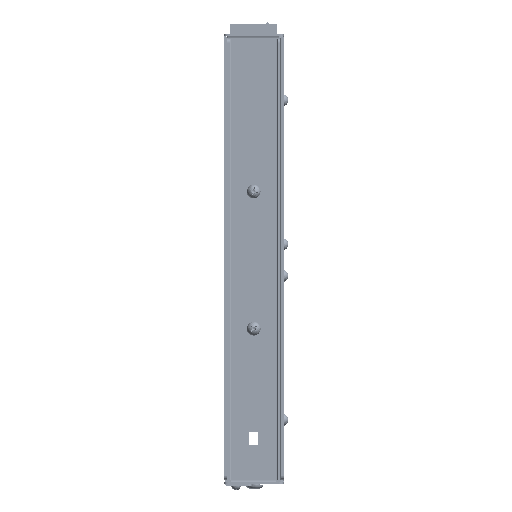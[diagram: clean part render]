
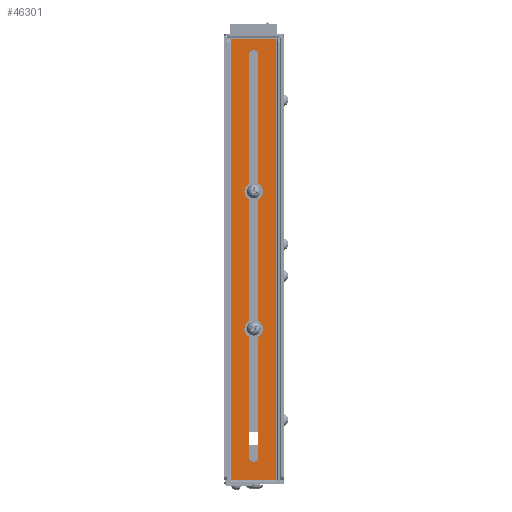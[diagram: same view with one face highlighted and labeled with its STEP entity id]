
A CAD part, left-side view. The second image highlights one B-rep face of the part: STEP entity #46301.
In plain terms, the highlighted face is planar.
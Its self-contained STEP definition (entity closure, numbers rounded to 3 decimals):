
#2166 = FACE_OUTER_BOUND ( 'NONE', #24669, .T. ) ;
#5770 = CARTESIAN_POINT ( 'NONE',  ( 325., 0., 0. ) ) ;
#6479 = ORIENTED_EDGE ( 'NONE', *, *, #65690, .T. ) ;
#6713 = CARTESIAN_POINT ( 'NONE',  ( 0., 0., 0. ) ) ;
#7401 = PLANE ( 'NONE',  #58419 ) ;
#7760 = DIRECTION ( 'NONE',  ( 0., 0., -1. ) ) ;
#8792 = ORIENTED_EDGE ( 'NONE', *, *, #46392, .F. ) ;
#10348 = LINE ( 'NONE', #39438, #65612 ) ;
#12850 = ORIENTED_EDGE ( 'NONE', *, *, #39378, .T. ) ;
#13413 = CARTESIAN_POINT ( 'NONE',  ( 20., 16.5, 0. ) ) ;
#14176 = CIRCLE ( 'NONE', #54662, 3.5 ) ;
#15517 = CARTESIAN_POINT ( 'NONE',  ( 3., 0., 0. ) ) ;
#16472 = EDGE_CURVE ( 'NONE', #23530, #37743, #28274, .T. ) ;
#17891 = VERTEX_POINT ( 'NONE', #22102 ) ;
#18276 = DIRECTION ( 'NONE',  ( 0., 1., 0. ) ) ;
#18485 = CARTESIAN_POINT ( 'NONE',  ( 3., 0., 0. ) ) ;
#18701 = VERTEX_POINT ( 'NONE', #5770 ) ;
#21415 = VERTEX_POINT ( 'NONE', #44047 ) ;
#22102 = CARTESIAN_POINT ( 'NONE',  ( 20., 20., 0. ) ) ;
#23054 = LINE ( 'NONE', #57412, #40434 ) ;
#23530 = VERTEX_POINT ( 'NONE', #50292 ) ;
#24510 = DIRECTION ( 'NONE',  ( -1., 0., 0. ) ) ;
#24576 = ORIENTED_EDGE ( 'NONE', *, *, #65362, .F. ) ;
#24669 = EDGE_LOOP ( 'NONE', ( #43856, #40880, #12850, #6479 ) ) ;
#26205 = VECTOR ( 'NONE', #66271, 1000. ) ;
#28274 = CIRCLE ( 'NONE', #47366, 3.5 ) ;
#28443 = EDGE_CURVE ( 'NONE', #37743, #17891, #10348, .T. ) ;
#29021 = DIRECTION ( 'NONE',  ( -1., 0., 0. ) ) ;
#30855 = AXIS2_PLACEMENT_3D ( 'NONE', #68314, #57139, #63453 ) ;
#31874 = DIRECTION ( 'NONE',  ( 1., 0., 0. ) ) ;
#34923 = ORIENTED_EDGE ( 'NONE', *, *, #45797, .F. ) ;
#36181 = DIRECTION ( 'NONE',  ( 1., 0., 0. ) ) ;
#36546 = LINE ( 'NONE', #69437, #68007 ) ;
#36771 = DIRECTION ( 'NONE',  ( 0., 0., 1. ) ) ;
#37471 = CARTESIAN_POINT ( 'NONE',  ( 313., 20., 0. ) ) ;
#37743 = VERTEX_POINT ( 'NONE', #37471 ) ;
#37837 = CARTESIAN_POINT ( 'NONE',  ( 313., 16.5, 0. ) ) ;
#38314 = EDGE_LOOP ( 'NONE', ( #8792, #24576, #40815, #71719, #34923 ) ) ;
#39378 = EDGE_CURVE ( 'NONE', #18701, #67587, #36546, .T. ) ;
#39438 = CARTESIAN_POINT ( 'NONE',  ( 20., 20., 0. ) ) ;
#40434 = VECTOR ( 'NONE', #29021, 1000. ) ;
#40815 = ORIENTED_EDGE ( 'NONE', *, *, #28443, .F. ) ;
#40880 = ORIENTED_EDGE ( 'NONE', *, *, #69895, .T. ) ;
#41379 = LINE ( 'NONE', #6713, #62267 ) ;
#42806 = CIRCLE ( 'NONE', #30855, 3.5 ) ;
#42814 = FACE_BOUND ( 'NONE', #38314, .T. ) ;
#43856 = ORIENTED_EDGE ( 'NONE', *, *, #54862, .F. ) ;
#44047 = CARTESIAN_POINT ( 'NONE',  ( 3., 33., 0. ) ) ;
#45797 = EDGE_CURVE ( 'NONE', #64744, #23530, #42806, .T. ) ;
#46301 = ADVANCED_FACE ( 'NONE', ( #42814, #2166 ), #7401, .F. ) ;
#46392 = EDGE_CURVE ( 'NONE', #60906, #64744, #66641, .T. ) ;
#46455 = VERTEX_POINT ( 'NONE', #15517 ) ;
#46671 = DIRECTION ( 'NONE',  ( 0., 0., 1. ) ) ;
#47366 = AXIS2_PLACEMENT_3D ( 'NONE', #37837, #36771, #31874 ) ;
#50292 = CARTESIAN_POINT ( 'NONE',  ( 316.5, 16.5, 0. ) ) ;
#52242 = DIRECTION ( 'NONE',  ( 1., 0., 0. ) ) ;
#52920 = CARTESIAN_POINT ( 'NONE',  ( 0., 0., 0. ) ) ;
#54330 = LINE ( 'NONE', #18485, #73546 ) ;
#54662 = AXIS2_PLACEMENT_3D ( 'NONE', #13413, #46671, #36181 ) ;
#54862 = EDGE_CURVE ( 'NONE', #46455, #21415, #54330, .T. ) ;
#56628 = DIRECTION ( 'NONE',  ( -1., 0., 0. ) ) ;
#57139 = DIRECTION ( 'NONE',  ( 0., 0., 1. ) ) ;
#57412 = CARTESIAN_POINT ( 'NONE',  ( 0., 33., 0. ) ) ;
#57777 = CARTESIAN_POINT ( 'NONE',  ( 313., 13., 0. ) ) ;
#58419 = AXIS2_PLACEMENT_3D ( 'NONE', #52920, #7760, #24510 ) ;
#58618 = CARTESIAN_POINT ( 'NONE',  ( 20., 13., 0. ) ) ;
#60257 = CARTESIAN_POINT ( 'NONE',  ( 325., 33., 0. ) ) ;
#60906 = VERTEX_POINT ( 'NONE', #58618 ) ;
#62267 = VECTOR ( 'NONE', #52242, 1000. ) ;
#63453 = DIRECTION ( 'NONE',  ( 1., 0., 0. ) ) ;
#64021 = DIRECTION ( 'NONE',  ( 0., 1., 0. ) ) ;
#64744 = VERTEX_POINT ( 'NONE', #57777 ) ;
#65362 = EDGE_CURVE ( 'NONE', #17891, #60906, #14176, .T. ) ;
#65612 = VECTOR ( 'NONE', #56628, 1000. ) ;
#65690 = EDGE_CURVE ( 'NONE', #67587, #21415, #23054, .T. ) ;
#66271 = DIRECTION ( 'NONE',  ( 1., 0., 0. ) ) ;
#66641 = LINE ( 'NONE', #72639, #26205 ) ;
#67587 = VERTEX_POINT ( 'NONE', #60257 ) ;
#68007 = VECTOR ( 'NONE', #18276, 1000. ) ;
#68314 = CARTESIAN_POINT ( 'NONE',  ( 313., 16.5, 0. ) ) ;
#69437 = CARTESIAN_POINT ( 'NONE',  ( 325., 0., 0. ) ) ;
#69895 = EDGE_CURVE ( 'NONE', #46455, #18701, #41379, .T. ) ;
#71719 = ORIENTED_EDGE ( 'NONE', *, *, #16472, .F. ) ;
#72639 = CARTESIAN_POINT ( 'NONE',  ( 20., 13., 0. ) ) ;
#73546 = VECTOR ( 'NONE', #64021, 1000. ) ;
